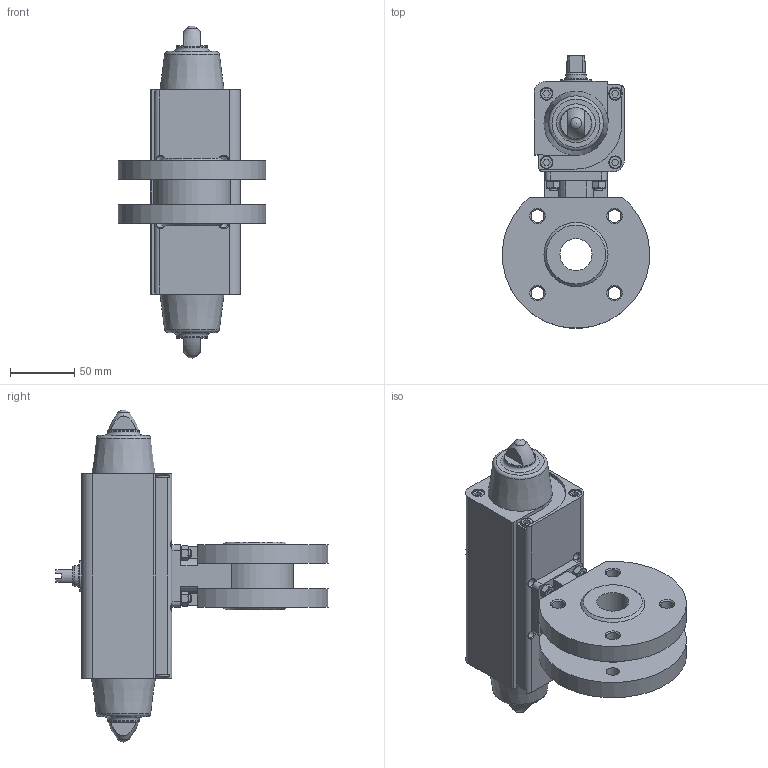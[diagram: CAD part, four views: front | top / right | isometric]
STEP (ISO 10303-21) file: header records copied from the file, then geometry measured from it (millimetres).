
FILE_DESCRIPTION(/* description */ ('STEP AP214'),/* implementation_level */ '2;1');
FILE_NAME(/* name */ '1915403_VZBC-25-FF-40-22-F0405-V4V4T-PS30-R-90-4-C',/* time_stamp */ '2024-09-18T00:47:38+02:00',/* author */ ('License CC BY-ND 4.0'),/* organization */ ('CADENAS'),/* preprocessor_version */ 'ST-DEVELOPER v19.3',/* originating_system */ 'PARTsolutions',/* authorisation */ ' ');
FILE_SCHEMA (('AUTOMOTIVE_DESIGN {1 0 10303 214 3 1 1}'));
Length unit declared in the file: millimetre
Products named in the file (8): 1915403 VZBC-25-FF-40-22-F0405-V4V4T-PS30-R-90-4-C; 1692201 VZBC-25-FF-40-22-F0405-V4V4T; DIN-913 - M6x25; 690067 S 6 A2; DIN 934 - M6(F); 533487 DAPS-0030-090-RS4-F0507---(1); 533487 DAPS-0030-090-RS4-F0507---(2); 8082120 DARQ-R-A-S14-S11-16
Assembly tree (16 placements, depth 2):
  1915403 VZBC-25-FF-40-22-F0405-V4V4T-PS30-R-90-4-C
    1692201 VZBC-25-FF-40-22-F0405-V4V4T
    DIN-913 - M6x25  x4
    690067 S 6 A2  x4
    DIN 934 - M6(F)  x4
    533487 DAPS-0030-090-RS4-F0507---(1)
    533487 DAPS-0030-090-RS4-F0507---(2)
    8082120 DARQ-R-A-S14-S11-16
Bounding box: 114.91 x 212.29 x 259 mm (x, y, z)
Volume: 1227546.9 mm3; surface area: 149515 mm2
Topology: 16 solids, 16 shells, 522 faces, 1273 edges, 801 vertices
Faces by surface type: plane 277, cylinder 118, cone 108, torus 17, sphere 2
Full cylindrical faces by diameter (mm): 4.134 x8, 4.917 x9, 6 x4, 6.4 x4, 6.647 x4, 8.5 x1, 8.566 x2, 10 x12, 10.106 x8, 16 x1, 18.4 x1, 24 x2, 25 x1, 28 x2, 30 x1, 32 x1
Entity records: 11987 total; most frequent: CARTESIAN_POINT 2137, DIRECTION 2030, ORIENTED_EDGE 1774, EDGE_CURVE 887, AXIS2_PLACEMENT_3D 741, VERTEX_POINT 652, FACE_BOUND 627, EDGE_LOOP 608
